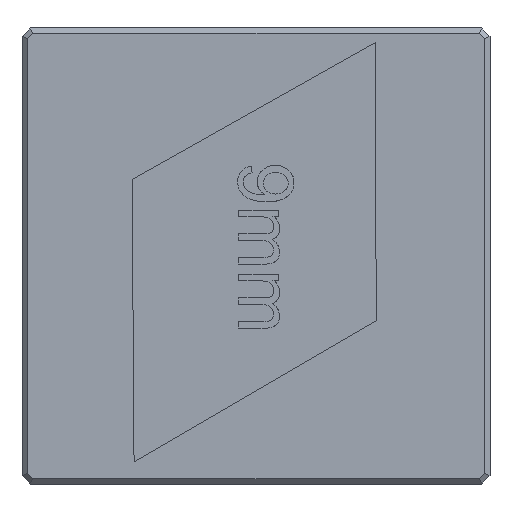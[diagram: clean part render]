
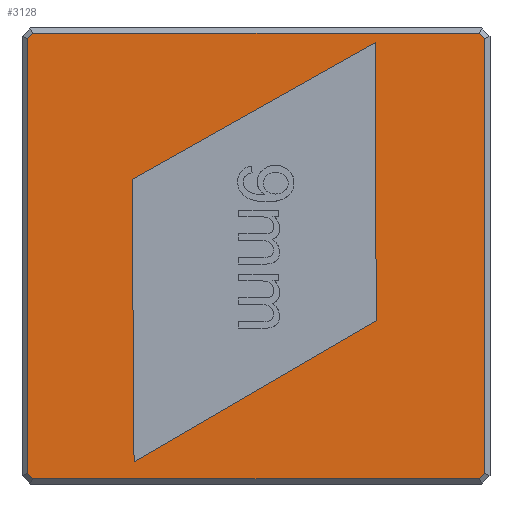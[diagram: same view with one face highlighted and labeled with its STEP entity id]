
A CAD part, front view. The second image highlights one B-rep face of the part: STEP entity #3128.
In plain terms, the highlighted planar face has unit normal (0, -1, 0).
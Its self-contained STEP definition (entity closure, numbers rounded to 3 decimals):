
#26=FACE_BOUND('',#514,.T.);
#339=FACE_OUTER_BOUND('',#513,.T.);
#513=EDGE_LOOP('',(#2616,#2617,#2618,#2619,#2620,#2621,#2622,#2623));
#514=EDGE_LOOP('',(#2624,#2625,#2626,#2627));
#736=LINE('',#5532,#1066);
#740=LINE('',#5540,#1070);
#743=LINE('',#5546,#1073);
#748=LINE('',#5557,#1078);
#750=LINE('',#5562,#1080);
#755=LINE('',#5570,#1085);
#756=LINE('',#5572,#1086);
#759=LINE('',#5576,#1089);
#775=LINE('',#5610,#1105);
#776=LINE('',#5612,#1106);
#777=LINE('',#5614,#1107);
#778=LINE('',#5615,#1108);
#1066=VECTOR('',#3560,10.);
#1070=VECTOR('',#3566,10.);
#1073=VECTOR('',#3571,10.);
#1078=VECTOR('',#3578,10.);
#1080=VECTOR('',#3582,10.);
#1085=VECTOR('',#3589,10.);
#1086=VECTOR('',#3592,10.);
#1089=VECTOR('',#3597,10.);
#1105=VECTOR('',#3623,10.);
#1106=VECTOR('',#3624,10.);
#1107=VECTOR('',#3625,10.);
#1108=VECTOR('',#3626,10.);
#1426=VERTEX_POINT('',#5530);
#1427=VERTEX_POINT('',#5531);
#1430=VERTEX_POINT('',#5539);
#1432=VERTEX_POINT('',#5545);
#1436=VERTEX_POINT('',#5554);
#1437=VERTEX_POINT('',#5556);
#1438=VERTEX_POINT('',#5560);
#1439=VERTEX_POINT('',#5561);
#1453=VERTEX_POINT('',#5608);
#1454=VERTEX_POINT('',#5609);
#1455=VERTEX_POINT('',#5611);
#1456=VERTEX_POINT('',#5613);
#1822=EDGE_CURVE('',#1426,#1427,#736,.T.);
#1826=EDGE_CURVE('',#1427,#1430,#740,.T.);
#1829=EDGE_CURVE('',#1430,#1432,#743,.T.);
#1834=EDGE_CURVE('',#1436,#1437,#748,.T.);
#1836=EDGE_CURVE('',#1438,#1439,#750,.T.);
#1841=EDGE_CURVE('',#1439,#1436,#755,.T.);
#1842=EDGE_CURVE('',#1432,#1438,#756,.T.);
#1845=EDGE_CURVE('',#1437,#1426,#759,.T.);
#1861=EDGE_CURVE('',#1453,#1454,#775,.T.);
#1862=EDGE_CURVE('',#1454,#1455,#776,.T.);
#1863=EDGE_CURVE('',#1455,#1456,#777,.T.);
#1864=EDGE_CURVE('',#1456,#1453,#778,.T.);
#2616=ORIENTED_EDGE('',*,*,#1836,.F.);
#2617=ORIENTED_EDGE('',*,*,#1842,.F.);
#2618=ORIENTED_EDGE('',*,*,#1829,.F.);
#2619=ORIENTED_EDGE('',*,*,#1826,.F.);
#2620=ORIENTED_EDGE('',*,*,#1822,.F.);
#2621=ORIENTED_EDGE('',*,*,#1845,.F.);
#2622=ORIENTED_EDGE('',*,*,#1834,.F.);
#2623=ORIENTED_EDGE('',*,*,#1841,.F.);
#2624=ORIENTED_EDGE('',*,*,#1861,.T.);
#2625=ORIENTED_EDGE('',*,*,#1862,.T.);
#2626=ORIENTED_EDGE('',*,*,#1863,.T.);
#2627=ORIENTED_EDGE('',*,*,#1864,.T.);
#2961=PLANE('',#3250);
#3128=ADVANCED_FACE('',(#339,#26),#2961,.F.);
#3250=AXIS2_PLACEMENT_3D('',#5607,#3621,#3622);
#3560=DIRECTION('',(0.,0.,-1.));
#3566=DIRECTION('',(-0.707,0.,-0.707));
#3571=DIRECTION('',(-1.,0.,0.));
#3578=DIRECTION('',(1.,0.,0.));
#3582=DIRECTION('',(0.,0.,1.));
#3589=DIRECTION('',(0.707,0.,0.707));
#3592=DIRECTION('',(-0.707,0.,0.707));
#3597=DIRECTION('',(0.707,0.,-0.707));
#3621=DIRECTION('center_axis',(0.,1.,0.));
#3622=DIRECTION('ref_axis',(1.,0.,0.));
#3623=DIRECTION('',(-0.007,0.,1.));
#3624=DIRECTION('',(0.872,0.,0.49));
#3625=DIRECTION('',(0.003,0.,-1.));
#3626=DIRECTION('',(-0.864,0.,-0.504));
#5530=CARTESIAN_POINT('',(33.605,-19.,5.232));
#5531=CARTESIAN_POINT('',(33.605,-19.,-26.378));
#5532=CARTESIAN_POINT('',(33.605,-19.,-6.502));
#5539=CARTESIAN_POINT('',(33.239,-19.,-26.744));
#5540=CARTESIAN_POINT('',(34.832,-19.,-25.151));
#5545=CARTESIAN_POINT('',(0.766,-19.,-26.744));
#5546=CARTESIAN_POINT('',(19.002,-19.,-26.744));
#5554=CARTESIAN_POINT('',(0.766,-19.,5.598));
#5556=CARTESIAN_POINT('',(33.239,-19.,5.598));
#5557=CARTESIAN_POINT('',(19.002,-19.,5.598));
#5560=CARTESIAN_POINT('',(0.4,-19.,-26.378));
#5561=CARTESIAN_POINT('',(0.4,-19.,5.232));
#5562=CARTESIAN_POINT('',(0.4,-19.,-6.502));
#5570=CARTESIAN_POINT('',(2.208,-19.,7.041));
#5572=CARTESIAN_POINT('',(0.173,-19.,-26.151));
#5576=CARTESIAN_POINT('',(32.796,-19.,6.041));
#5607=CARTESIAN_POINT('Origin',(19.002,-19.,-6.502));
#5608=CARTESIAN_POINT('',(8.141,-19.,-25.521));
#5609=CARTESIAN_POINT('',(8.,-19.,-5.));
#5610=CARTESIAN_POINT('',(8.076,-19.,-16.049));
#5611=CARTESIAN_POINT('',(25.673,-19.,4.942));
#5612=CARTESIAN_POINT('',(11.858,-19.,-2.83));
#5613=CARTESIAN_POINT('',(25.735,-19.,-15.263));
#5614=CARTESIAN_POINT('',(25.691,-19.,-0.769));
#5615=CARTESIAN_POINT('',(25.129,-19.,-15.616));
